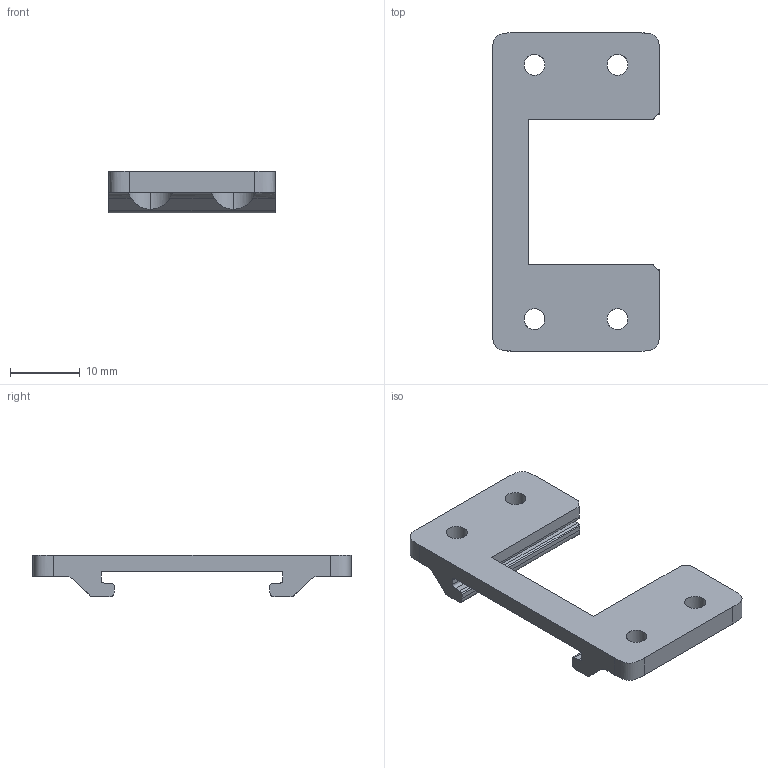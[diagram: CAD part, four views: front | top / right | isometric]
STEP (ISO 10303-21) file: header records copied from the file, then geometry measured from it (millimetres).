
FILE_DESCRIPTION(/* description */ (''),/* implementation_level */ '2;1');
FILE_NAME(/* name */ 'sensorHolder',/* time_stamp */ '2025-12-04T15:19:16+03:00',/* author */ (''),/* organization */ (''),/* preprocessor_version */ 'ST-DEVELOPER v16.5',/* originating_system */ 'Rhino 7.23',/* authorisation */ '');
FILE_SCHEMA (('CONFIG_CONTROL_DESIGN'));
Length unit declared in the file: millimetre
Products named in the file (1): Document
Bounding box: 24 x 45.8 x 6.02 mm (x, y, z)
Volume: 2424.6 mm3; surface area: 2381 mm2
Topology: 1 solids, 1 shells, 60 faces, 174 edges, 116 vertices
Faces by surface type: plane 26, bspline 22, cylinder 12
Full cylindrical faces by diameter (mm): 3 x4
Entity records: 2398 total; most frequent: CARTESIAN_POINT 1186, ORIENTED_EDGE 348, EDGE_CURVE 174, B_SPLINE_CURVE_WITH_KNOTS 150, VERTEX_POINT 116, EDGE_LOOP 68, ADVANCED_FACE 60, FACE_OUTER_BOUND 60
